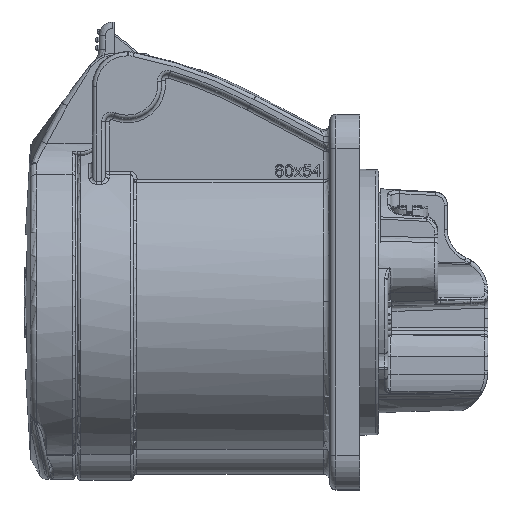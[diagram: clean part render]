
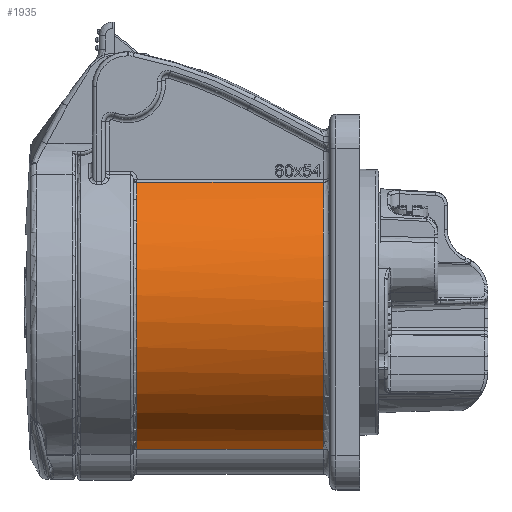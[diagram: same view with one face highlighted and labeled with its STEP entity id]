
A CAD part, top view. The second image highlights one B-rep face of the part: STEP entity #1935.
In plain terms, the highlighted cylindrical face has radius 24.05 mm (diameter 48.1 mm), a partial arc.
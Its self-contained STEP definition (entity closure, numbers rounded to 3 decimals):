
#20 = ORIENTED_EDGE ( 'NONE', *, *, #25084, .T. ) ;
#392 = EDGE_CURVE ( 'NONE', #29479, #30269, #38081, .T. ) ;
#1935 = ADVANCED_FACE ( 'NONE', ( #17762 ), #18439, .T. ) ;
#3462 = VERTEX_POINT ( 'NONE', #10583 ) ;
#3794 = DIRECTION ( 'NONE',  ( 0., 0., -1. ) ) ;
#3803 = DIRECTION ( 'NONE',  ( 1., 0., 0. ) ) ;
#3853 = CARTESIAN_POINT ( 'NONE',  ( -14.861, -3.111, 0. ) ) ;
#4601 = AXIS2_PLACEMENT_3D ( 'NONE', #3853, #3803, #3794 ) ;
#6531 = AXIS2_PLACEMENT_3D ( 'NONE', #17534, #17526, #17474 ) ;
#6791 = EDGE_CURVE ( 'NONE', #3462, #24291, #21956, .T. ) ;
#6974 = CIRCLE ( 'NONE', #6531, 24.05 ) ;
#7797 = CARTESIAN_POINT ( 'NONE',  ( -14.841, 16.048, 14.537 ) ) ;
#8453 = EDGE_LOOP ( 'NONE', ( #14191, #47454, #20, #25086, #19886, #37855 ) ) ;
#10583 = CARTESIAN_POINT ( 'NONE',  ( -14.861, -26.605, 5.14 ) ) ;
#10736 = CIRCLE ( 'NONE', #4601, 24.05 ) ;
#12711 = LINE ( 'NONE', #34275, #12893 ) ;
#12893 = VECTOR ( 'NONE', #33951, 1000. ) ;
#14191 = ORIENTED_EDGE ( 'NONE', *, *, #27181, .T. ) ;
#14759 = B_SPLINE_CURVE_WITH_KNOTS ( 'NONE', 3,
 ( #22902, #23078, #23187, #22891, #22849, #22838, #22792 ),
 .UNSPECIFIED., .F., .F.,
 ( 4, 3, 4 ),
 ( 0., 0., 0. ),
 .UNSPECIFIED. ) ;
#15611 = AXIS2_PLACEMENT_3D ( 'NONE', #42249, #42233, #42180 ) ;
#17474 = DIRECTION ( 'NONE',  ( 0., 0., -1. ) ) ;
#17526 = DIRECTION ( 'NONE',  ( -1., 0., 0. ) ) ;
#17534 = CARTESIAN_POINT ( 'NONE',  ( 15.039, -3.111, 0. ) ) ;
#17762 = FACE_OUTER_BOUND ( 'NONE', #8453, .T. ) ;
#18439 = CYLINDRICAL_SURFACE ( 'NONE', #36632, 24.05 ) ;
#19886 = ORIENTED_EDGE ( 'NONE', *, *, #27666, .T. ) ;
#21637 = EDGE_CURVE ( 'NONE', #42059, #45139, #14759, .T. ) ;
#21956 = LINE ( 'NONE', #25167, #21980 ) ;
#21980 = VECTOR ( 'NONE', #22980, 1000. ) ;
#22727 = CARTESIAN_POINT ( 'NONE',  ( -14.861, 16.003, 14.597 ) ) ;
#22792 = CARTESIAN_POINT ( 'NONE',  ( -14.861, 16.003, 14.597 ) ) ;
#22838 = CARTESIAN_POINT ( 'NONE',  ( -14.861, 16.013, 14.583 ) ) ;
#22849 = CARTESIAN_POINT ( 'NONE',  ( -14.858, 16.023, 14.57 ) ) ;
#22891 = CARTESIAN_POINT ( 'NONE',  ( -14.853, 16.033, 14.558 ) ) ;
#22902 = CARTESIAN_POINT ( 'NONE',  ( -14.841, 16.048, 14.537 ) ) ;
#22980 = DIRECTION ( 'NONE',  ( 1., 0., 0. ) ) ;
#23078 = CARTESIAN_POINT ( 'NONE',  ( -14.846, 16.043, 14.544 ) ) ;
#23187 = CARTESIAN_POINT ( 'NONE',  ( -14.85, 16.038, 14.551 ) ) ;
#24291 = VERTEX_POINT ( 'NONE', #47564 ) ;
#24384 = CARTESIAN_POINT ( 'NONE',  ( 15.039, -3.111, 24.05 ) ) ;
#25084 = EDGE_CURVE ( 'NONE', #30269, #42059, #12711, .T. ) ;
#25086 = ORIENTED_EDGE ( 'NONE', *, *, #21637, .T. ) ;
#25167 = CARTESIAN_POINT ( 'NONE',  ( -80.105, -26.605, 5.14 ) ) ;
#27181 = EDGE_CURVE ( 'NONE', #24291, #29479, #6974, .T. ) ;
#27666 = EDGE_CURVE ( 'NONE', #45139, #3462, #10736, .T. ) ;
#29133 = CARTESIAN_POINT ( 'NONE',  ( 15.039, 16.048, 14.537 ) ) ;
#29479 = VERTEX_POINT ( 'NONE', #24384 ) ;
#30269 = VERTEX_POINT ( 'NONE', #29133 ) ;
#33951 = DIRECTION ( 'NONE',  ( -1., 0., 0. ) ) ;
#34275 = CARTESIAN_POINT ( 'NONE',  ( -80.105, 16.048, 14.537 ) ) ;
#36632 = AXIS2_PLACEMENT_3D ( 'NONE', #47245, #47151, #47039 ) ;
#37855 = ORIENTED_EDGE ( 'NONE', *, *, #6791, .T. ) ;
#38081 = CIRCLE ( 'NONE', #15611, 24.05 ) ;
#42059 = VERTEX_POINT ( 'NONE', #7797 ) ;
#42180 = DIRECTION ( 'NONE',  ( 0., 0., -1. ) ) ;
#42233 = DIRECTION ( 'NONE',  ( -1., 0., 0. ) ) ;
#42249 = CARTESIAN_POINT ( 'NONE',  ( 15.039, -3.111, 0. ) ) ;
#45139 = VERTEX_POINT ( 'NONE', #22727 ) ;
#47039 = DIRECTION ( 'NONE',  ( 0., 0., -1. ) ) ;
#47151 = DIRECTION ( 'NONE',  ( 1., 0., 0. ) ) ;
#47245 = CARTESIAN_POINT ( 'NONE',  ( -80.105, -3.111, 0. ) ) ;
#47454 = ORIENTED_EDGE ( 'NONE', *, *, #392, .T. ) ;
#47564 = CARTESIAN_POINT ( 'NONE',  ( 15.039, -26.605, 5.14 ) ) ;
